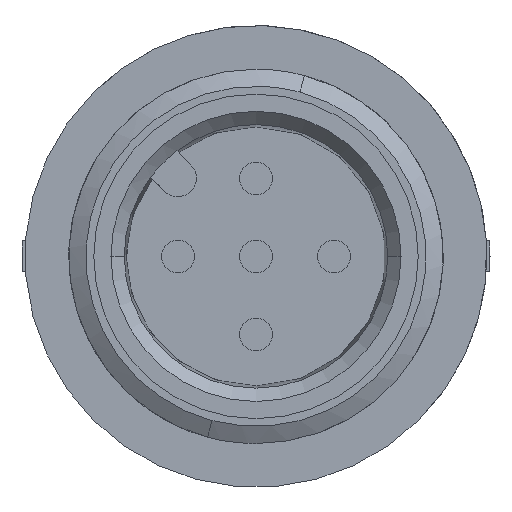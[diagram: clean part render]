
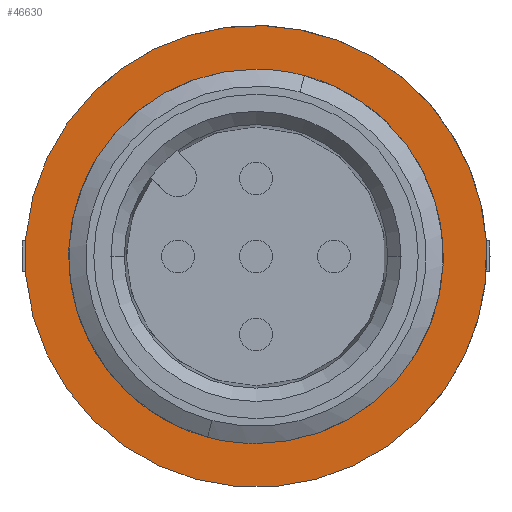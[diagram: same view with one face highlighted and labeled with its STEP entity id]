
A CAD part, left-side view. The second image highlights one B-rep face of the part: STEP entity #46630.
In plain terms, the highlighted face is planar.
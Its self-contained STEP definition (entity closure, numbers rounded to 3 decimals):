
#46020=CARTESIAN_POINT('',(20.854,40.639,222.));
#46030=VERTEX_POINT('',#46020);
#46060=CARTESIAN_POINT('',(20.854,33.239,222.));
#46070=DIRECTION('',(0.,0.,1.));
#46080=DIRECTION('',(0.,1.,
0.));
#46090=AXIS2_PLACEMENT_3D('',#46060,#46070,#46080);
#46100=CIRCLE('',#46090,7.4);
#46110=CARTESIAN_POINT('',(15.279,38.106,222.));
#46120=VERTEX_POINT('',#46110);
#46130=EDGE_CURVE('',#46030,#46120,#46100,.T.);
#46150=CARTESIAN_POINT('',(20.854,25.839,222.));
#46160=VERTEX_POINT('',#46150);
#46170=EDGE_CURVE('',#46120,#46160,#46100,.T.);
#46370=CARTESIAN_POINT('',(26.515,36.733,222.));
#46380=DIRECTION('',(0.,0.,1.));
#46390=DIRECTION('',(-1.,0.,
0.));
#46400=AXIS2_PLACEMENT_3D('',#46370,#46380,#46390);
#46410=PLANE('',#46400);
#46420=CARTESIAN_POINT('',(20.854,33.239,222.));
#46430=DIRECTION('',(0.,0.,1.));
#46440=DIRECTION('',(-0.707,-0.707,
0.));
#46450=AXIS2_PLACEMENT_3D('',#46420,#46430,#46440);
#46460=CIRCLE('',#46450,6.);
#46470=CARTESIAN_POINT('',(16.611,28.996,222.));
#46480=VERTEX_POINT('',#46470);
#46490=CARTESIAN_POINT('',(25.096,37.482,222.));
#46500=VERTEX_POINT('',#46490);
#46510=EDGE_CURVE('',#46480,#46500,#46460,.T.);
#46520=ORIENTED_EDGE('',*,*,#46510,.F.);
#46530=EDGE_CURVE('',#46500,#46480,#46460,.T.);
#46540=ORIENTED_EDGE('',*,*,#46530,.F.);
#46550=EDGE_LOOP('',(#46540,#46520));
#46560=FACE_BOUND('',#46550,.T.);
#46570=EDGE_CURVE('',#46160,#46030,#46100,.T.);
#46580=ORIENTED_EDGE('',*,*,#46570,.T.);
#46590=ORIENTED_EDGE('',*,*,#46170,.T.);
#46600=ORIENTED_EDGE('',*,*,#46130,.T.);
#46610=EDGE_LOOP('',(#46600,#46590,#46580));
#46620=FACE_OUTER_BOUND('',#46610,.T.);
#46630=ADVANCED_FACE('',(#46560,#46620),#46410,.T.);
